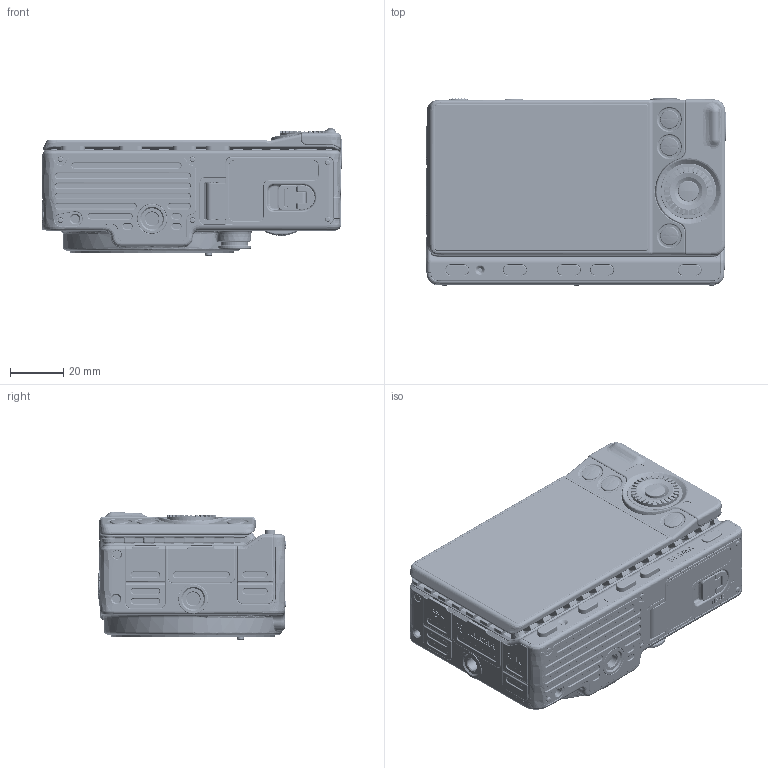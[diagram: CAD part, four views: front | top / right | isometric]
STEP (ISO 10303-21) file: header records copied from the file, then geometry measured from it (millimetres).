
FILE_DESCRIPTION (( 'STEP AP214' ), '1' );
FILE_NAME ('SIGMA_fp_L_ver1.STEP', '2021-02-11T00:46:50', ( '' ), ( '' ), 'SwSTEP 2.0', 'SolidWorks 2017', '' );
FILE_SCHEMA (( 'AUTOMOTIVE_DESIGN' ));
Products named in the file (1): SIGMA_fp_L_ver1
Bounding box: 112.7 x 70.92 x 48.32 mm (x, y, z)
Volume: 233518.4 mm3; surface area: 62408.8 mm2
Topology: 1 solids, 69 shells, 10315 faces, 25191 edges, 14613 vertices
Faces by surface type: cylinder 3153, plane 2756, bspline 2695, torus 1003, cone 371, sphere 337
Entity records: 391331 total; most frequent: CARTESIAN_POINT 172795, ORIENTED_EDGE 49572, DIRECTION 40301, EDGE_CURVE 24786, AXIS2_PLACEMENT_3D 15199, VERTEX_POINT 14601, EDGE_LOOP 10545, FACE_OUTER_BOUND 10314
